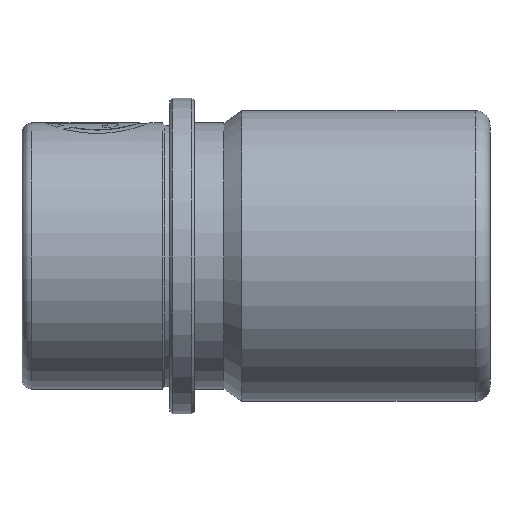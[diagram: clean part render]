
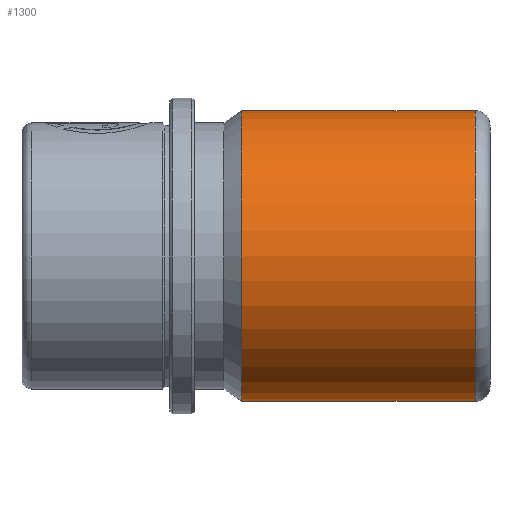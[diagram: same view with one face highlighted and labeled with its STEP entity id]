
A CAD part, left-side view. The second image highlights one B-rep face of the part: STEP entity #1300.
In plain terms, the highlighted cylindrical face has radius 29.5 mm (diameter 59 mm), a partial arc.
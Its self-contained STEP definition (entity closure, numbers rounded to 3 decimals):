
#286 = ORIENTED_EDGE ( 'NONE', *, *, #1235, .T. ) ;
#433 = VERTEX_POINT ( 'NONE', #1657 ) ;
#436 = ORIENTED_EDGE ( 'NONE', *, *, #2640, .T. ) ;
#555 = DIRECTION ( 'NONE',  ( 0., -1., 0. ) ) ;
#567 = EDGE_CURVE ( 'NONE', #2952, #433, #2892, .T. ) ;
#902 = DIRECTION ( 'NONE',  ( 0., -1., 0. ) ) ;
#997 = EDGE_LOOP ( 'NONE', ( #1166, #286, #436, #2479 ) ) ;
#1166 = ORIENTED_EDGE ( 'NONE', *, *, #567, .F. ) ;
#1188 = DIRECTION ( 'NONE',  ( 0., 0., -1. ) ) ;
#1196 = CARTESIAN_POINT ( 'NONE',  ( 0., 0., 0. ) ) ;
#1235 = EDGE_CURVE ( 'NONE', #2952, #1614, #3009, .T. ) ;
#1300 = ADVANCED_FACE ( 'NONE', ( #3045 ), #2797, .T. ) ;
#1407 = DIRECTION ( 'NONE',  ( 0., -1., 0. ) ) ;
#1483 = CIRCLE ( 'NONE', #2867, 29.5 ) ;
#1572 = CARTESIAN_POINT ( 'NONE',  ( 0., -17.878, -29.5 ) ) ;
#1614 = VERTEX_POINT ( 'NONE', #1572 ) ;
#1649 = DIRECTION ( 'NONE',  ( 0., -1., 0. ) ) ;
#1657 = CARTESIAN_POINT ( 'NONE',  ( 0., -65.308, 29.5 ) ) ;
#1744 = EDGE_CURVE ( 'NONE', #433, #2394, #1483, .T. ) ;
#1874 = LINE ( 'NONE', #2738, #2887 ) ;
#2190 = CARTESIAN_POINT ( 'NONE',  ( 0., -17.878, 0. ) ) ;
#2366 = CARTESIAN_POINT ( 'NONE',  ( 0., -65.308, 0. ) ) ;
#2376 = DIRECTION ( 'NONE',  ( 0., 0., -1. ) ) ;
#2394 = VERTEX_POINT ( 'NONE', #2574 ) ;
#2458 = DIRECTION ( 'NONE',  ( 0., -1., 0. ) ) ;
#2472 = CARTESIAN_POINT ( 'NONE',  ( 0., 0., 29.5 ) ) ;
#2479 = ORIENTED_EDGE ( 'NONE', *, *, #1744, .F. ) ;
#2521 = CARTESIAN_POINT ( 'NONE',  ( 0., -17.878, 29.5 ) ) ;
#2550 = AXIS2_PLACEMENT_3D ( 'NONE', #2190, #1407, #1188 ) ;
#2574 = CARTESIAN_POINT ( 'NONE',  ( 0., -65.308, -29.5 ) ) ;
#2605 = DIRECTION ( 'NONE',  ( 0., 0., -1. ) ) ;
#2640 = EDGE_CURVE ( 'NONE', #1614, #2394, #1874, .T. ) ;
#2738 = CARTESIAN_POINT ( 'NONE',  ( 0., 0., -29.5 ) ) ;
#2757 = AXIS2_PLACEMENT_3D ( 'NONE', #1196, #1649, #2376 ) ;
#2797 = CYLINDRICAL_SURFACE ( 'NONE', #2757, 29.5 ) ;
#2867 = AXIS2_PLACEMENT_3D ( 'NONE', #2366, #902, #2605 ) ;
#2887 = VECTOR ( 'NONE', #2458, 1000. ) ;
#2892 = LINE ( 'NONE', #2472, #2972 ) ;
#2952 = VERTEX_POINT ( 'NONE', #2521 ) ;
#2972 = VECTOR ( 'NONE', #555, 1000. ) ;
#3009 = CIRCLE ( 'NONE', #2550, 29.5 ) ;
#3045 = FACE_OUTER_BOUND ( 'NONE', #997, .T. ) ;
